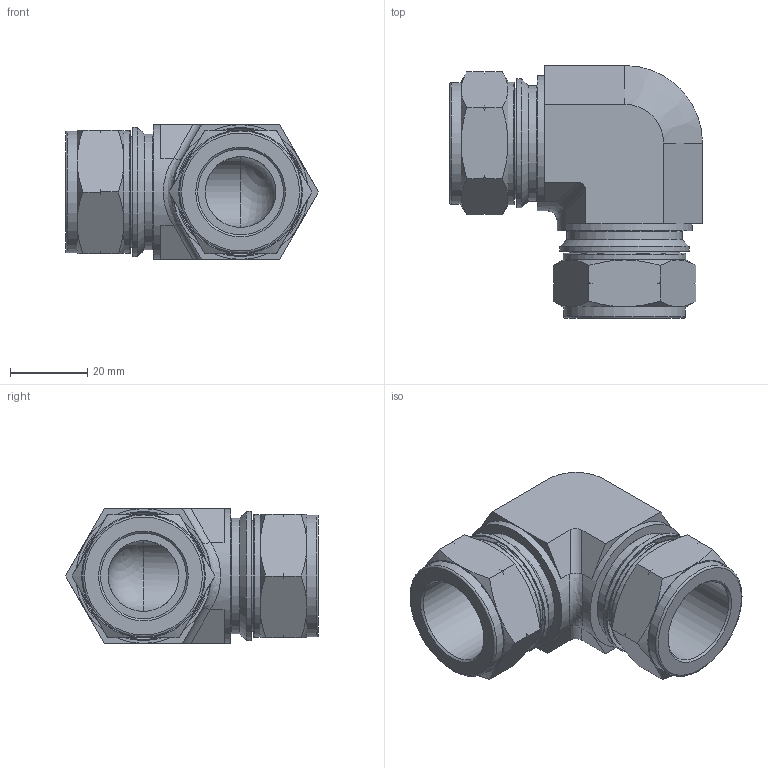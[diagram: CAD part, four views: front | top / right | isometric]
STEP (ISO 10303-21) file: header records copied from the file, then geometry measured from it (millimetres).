
FILE_DESCRIPTION(/* description */ (''),/* implementation_level */ '2;1');
FILE_NAME(/* name */ 'SUEI-22M.stp',/* time_stamp */ '2022-07-11T09:15:18+09:00',/* author */ ('user'),/* organization */ (''),/* preprocessor_version */ 'ST-DEVELOPER v18.1',/* originating_system */ 'Autodesk Inventor 2022',/* authorisation */ '');
FILE_SCHEMA (('AUTOMOTIVE_DESIGN { 1 0 10303 214 3 1 1 }'));
Length unit declared in the file: millimetre
Products named in the file (1): SUE-22M
Bounding box: 65.42 x 65.42 x 34.9 mm (x, y, z)
Volume: 52201.1 mm3; surface area: 20289.4 mm2
Topology: 1 solids, 1 shells, 138 faces, 314 edges, 191 vertices
Faces by surface type: cone 62, plane 48, cylinder 22, torus 4, bspline 1, sphere 1
Full cylindrical faces by diameter (mm): 18.3 x2, 22.2 x2, 26.8 x2, 27.2 x2, 28.58 x2, 29.9 x2, 31.5 x2, 31.7 x2, 33.4 x2, 34.9 x2
Entity records: 3807 total; most frequent: CARTESIAN_POINT 864, ORIENTED_EDGE 626, DIRECTION 612, EDGE_CURVE 313, AXIS2_PLACEMENT_3D 257, VERTEX_POINT 191, EDGE_LOOP 154, FACE_OUTER_BOUND 138
